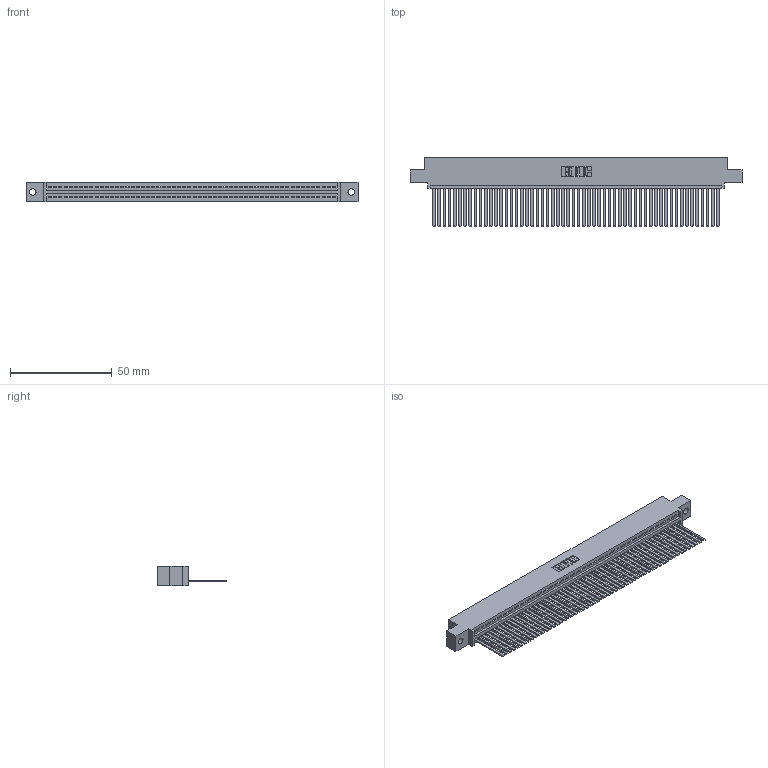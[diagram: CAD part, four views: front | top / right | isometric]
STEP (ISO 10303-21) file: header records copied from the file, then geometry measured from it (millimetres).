
FILE_DESCRIPTION (( 'STEP AP203' ), '1' );
FILE_NAME ('395-056-544-402.STEP', '2018-11-22T05:19:07', ( '' ), ( '' ), 'SwSTEP 2.0', 'SolidWorks 2016', '' );
FILE_SCHEMA (( 'CONFIG_CONTROL_DESIGN' ));
Length unit declared in the file: inch
Products named in the file (3): 395-056-544-402; 345 Part_0.110 Offset - 0.128 Dia; 345-292-001_345-293-144
Assembly tree (57 placements, depth 2):
  395-056-544-402
    345 Part_0.110 Offset - 0.128 Dia
    345-292-001_345-293-144  x56
Bounding box: 163.45 x 33.96 x 9.4 mm (x, y, z)
Volume: 16177.7 mm3; surface area: 23446.4 mm2
Topology: 57 solids, 57 shells, 3042 faces, 9201 edges, 6058 vertices
Faces by surface type: plane 2100, cylinder 942
Entity records: 40213 total; most frequent: CARTESIAN_POINT 6972, ORIENTED_EDGE 6962, DIRECTION 6065, EDGE_CURVE 3481, VECTOR 3129, LINE 3129, VERTEX_POINT 2318, AXIS2_PLACEMENT_3D 1468
